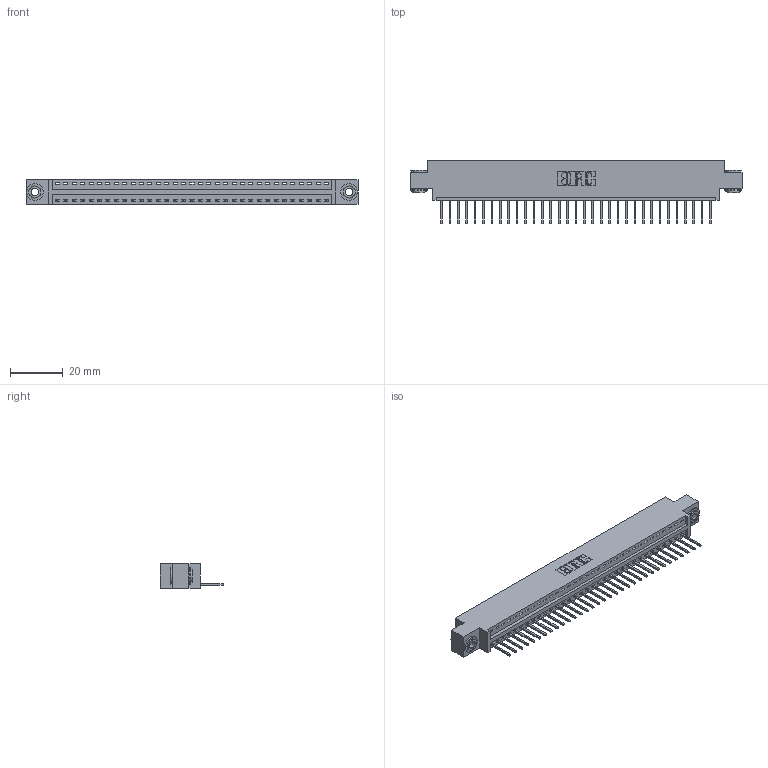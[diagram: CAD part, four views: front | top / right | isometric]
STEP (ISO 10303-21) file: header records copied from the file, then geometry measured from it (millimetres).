
FILE_DESCRIPTION (( 'STEP AP203' ), '1' );
FILE_NAME ('346-033-526-603.STEP', '2018-08-23T12:06:43', ( '' ), ( '' ), 'SwSTEP 2.0', 'SolidWorks 2016', '' );
FILE_SCHEMA (( 'CONFIG_CONTROL_DESIGN' ));
Length unit declared in the file: inch
Products named in the file (4): 346 Part_0.170 Offset - 0.156 Dia-TH; 345-292-001_345-293-126; 345-250-002_345-250-002-102; 346-033-526-603
Assembly tree (36 placements, depth 2):
  346-033-526-603
    346 Part_0.170 Offset - 0.156 Dia-TH
    345-292-001_345-293-126  x33
    345-250-002_345-250-002-102  x2
Bounding box: 125.35 x 24.13 x 9.4 mm (x, y, z)
Volume: 11775.2 mm3; surface area: 14967.7 mm2
Topology: 36 solids, 36 shells, 2078 faces, 6225 edges, 4102 vertices
Faces by surface type: plane 1410, cylinder 660, cone 8
Entity records: 22492 total; most frequent: CARTESIAN_POINT 3838, ORIENTED_EDGE 3798, DIRECTION 3427, EDGE_CURVE 1899, LINE 1611, VECTOR 1611, VERTEX_POINT 1262, AXIS2_PLACEMENT_3D 908
